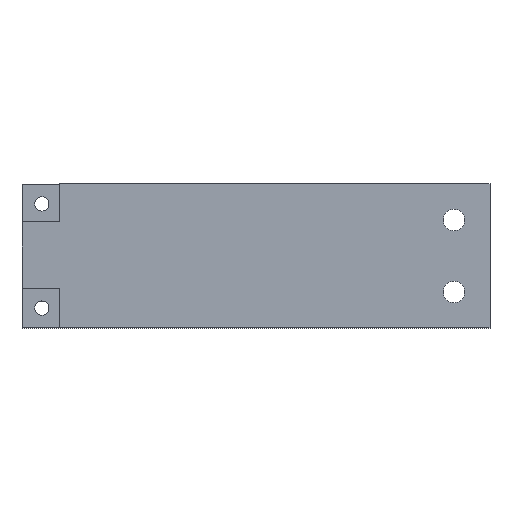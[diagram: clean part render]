
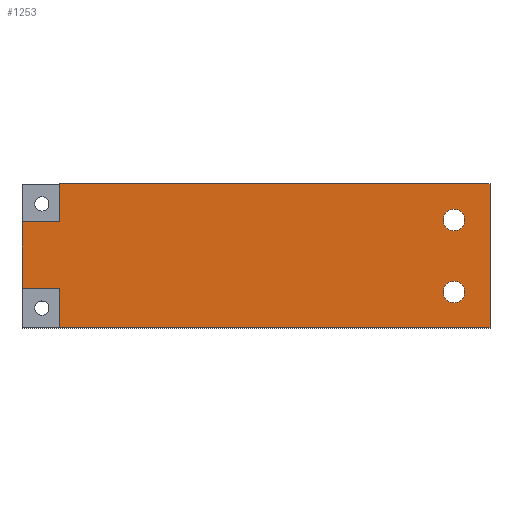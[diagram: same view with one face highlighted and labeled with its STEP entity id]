
A CAD part, top view. The second image highlights one B-rep face of the part: STEP entity #1253.
In plain terms, the highlighted planar face has unit normal (0, 0, 1).
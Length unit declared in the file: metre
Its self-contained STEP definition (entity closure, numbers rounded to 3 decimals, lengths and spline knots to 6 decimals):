
#28=CIRCLE('',#1351,0.003);
#29=CIRCLE('',#1352,0.003);
#246=ORIENTED_EDGE('',*,*,#506,.T.);
#247=ORIENTED_EDGE('',*,*,#507,.T.);
#248=ORIENTED_EDGE('',*,*,#508,.T.);
#249=ORIENTED_EDGE('',*,*,#509,.T.);
#250=ORIENTED_EDGE('',*,*,#510,.T.);
#251=ORIENTED_EDGE('',*,*,#511,.T.);
#252=ORIENTED_EDGE('',*,*,#512,.T.);
#253=ORIENTED_EDGE('',*,*,#513,.T.);
#254=ORIENTED_EDGE('',*,*,#514,.T.);
#255=ORIENTED_EDGE('',*,*,#515,.F.);
#506=EDGE_CURVE('',#632,#632,#28,.F.);
#507=EDGE_CURVE('',#633,#633,#29,.F.);
#508=EDGE_CURVE('',#634,#635,#772,.T.);
#509=EDGE_CURVE('',#635,#636,#773,.T.);
#510=EDGE_CURVE('',#636,#637,#774,.T.);
#511=EDGE_CURVE('',#637,#638,#775,.T.);
#512=EDGE_CURVE('',#638,#639,#776,.T.);
#513=EDGE_CURVE('',#639,#640,#777,.T.);
#514=EDGE_CURVE('',#640,#641,#778,.T.);
#515=EDGE_CURVE('',#634,#641,#779,.T.);
#632=VERTEX_POINT('',#1977);
#633=VERTEX_POINT('',#1979);
#634=VERTEX_POINT('',#1981);
#635=VERTEX_POINT('',#1982);
#636=VERTEX_POINT('',#1984);
#637=VERTEX_POINT('',#1986);
#638=VERTEX_POINT('',#1988);
#639=VERTEX_POINT('',#1990);
#640=VERTEX_POINT('',#1992);
#641=VERTEX_POINT('',#1994);
#772=LINE('',#1980,#930);
#773=LINE('',#1983,#931);
#774=LINE('',#1985,#932);
#775=LINE('',#1987,#933);
#776=LINE('',#1989,#934);
#777=LINE('',#1991,#935);
#778=LINE('',#1993,#936);
#779=LINE('',#1995,#937);
#930=VECTOR('',#1625,1.);
#931=VECTOR('',#1626,1.);
#932=VECTOR('',#1627,1.);
#933=VECTOR('',#1628,1.);
#934=VECTOR('',#1629,1.);
#935=VECTOR('',#1630,1.);
#936=VECTOR('',#1631,1.);
#937=VECTOR('',#1632,1.);
#1023=EDGE_LOOP('',(#246));
#1024=EDGE_LOOP('',(#247));
#1025=EDGE_LOOP('',(#248,#249,#250,#251,#252,#253,#254,#255));
#1107=FACE_BOUND('',#1023,.T.);
#1108=FACE_BOUND('',#1024,.T.);
#1109=FACE_BOUND('',#1025,.T.);
#1183=PLANE('',#1350);
#1253=ADVANCED_FACE('',(#1107,#1108,#1109),#1183,.T.);
#1350=AXIS2_PLACEMENT_3D('',#1975,#1619,#1620);
#1351=AXIS2_PLACEMENT_3D('',#1976,#1621,#1622);
#1352=AXIS2_PLACEMENT_3D('',#1978,#1623,#1624);
#1619=DIRECTION('',(0.,0.,1.));
#1620=DIRECTION('',(1.,0.,0.));
#1621=DIRECTION('',(0.,0.,1.));
#1622=DIRECTION('',(1.,0.,0.));
#1623=DIRECTION('',(0.,0.,1.));
#1624=DIRECTION('',(1.,0.,0.));
#1625=DIRECTION('',(1.,0.,0.));
#1626=DIRECTION('',(0.,-1.,0.));
#1627=DIRECTION('',(1.,0.,0.));
#1628=DIRECTION('',(0.,1.,0.));
#1629=DIRECTION('',(-1.,0.,0.));
#1630=DIRECTION('',(0.,-1.,0.));
#1631=DIRECTION('',(-1.,0.,0.));
#1632=DIRECTION('',(0.,1.,0.));
#1975=CARTESIAN_POINT('',(-0.175,0.24,0.));
#1976=CARTESIAN_POINT('',(0.01,0.12,0.));
#1977=CARTESIAN_POINT('',(0.013,0.12,0.));
#1978=CARTESIAN_POINT('',(0.01,0.1,0.));
#1979=CARTESIAN_POINT('',(0.013,0.1,0.));
#1980=CARTESIAN_POINT('',(-0.11,0.101,0.));
#1981=CARTESIAN_POINT('',(-0.11,0.101,0.));
#1982=CARTESIAN_POINT('',(-0.0995,0.101,0.));
#1983=CARTESIAN_POINT('',(-0.0995,0.0955,0.));
#1984=CARTESIAN_POINT('',(-0.0995,0.09,0.));
#1985=CARTESIAN_POINT('',(-0.045,0.09,0.));
#1986=CARTESIAN_POINT('',(0.02,0.09,0.));
#1987=CARTESIAN_POINT('',(0.02,0.11,0.));
#1988=CARTESIAN_POINT('',(0.02,0.13,0.));
#1989=CARTESIAN_POINT('',(-0.045,0.13,0.));
#1990=CARTESIAN_POINT('',(-0.0995,0.13,0.));
#1991=CARTESIAN_POINT('',(-0.0995,0.13,0.));
#1992=CARTESIAN_POINT('',(-0.0995,0.1195,0.));
#1993=CARTESIAN_POINT('',(-0.11,0.1195,0.));
#1994=CARTESIAN_POINT('',(-0.11,0.1195,0.));
#1995=CARTESIAN_POINT('',(-0.11,0.11,0.));
